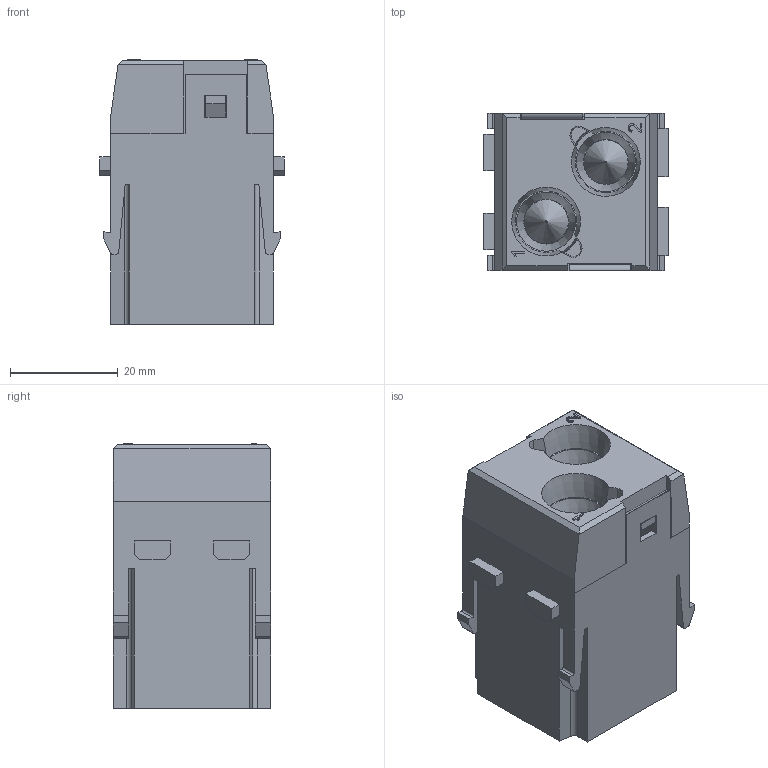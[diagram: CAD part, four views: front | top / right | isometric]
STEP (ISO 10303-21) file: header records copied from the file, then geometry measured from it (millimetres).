
FILE_DESCRIPTION (( 'STEP AP203' ), '1' );
FILE_NAME ('FH2MK001-M0024GYE0 H2MK-002.1-M.step', '2026-02-09T01:48:56', ( '' ), ( '' ), 'SwSTEP 2.0', 'SolidWorks 2021', '' );
FILE_SCHEMA (( 'CONFIG_CONTROL_DESIGN' ));
Products named in the file (1): FH2MK001-M0024GYE0  H2MK-002.1-M
Bounding box: 34.3 x 29.3 x 49.23 mm (x, y, z)
Volume: 22957.6 mm3; surface area: 28582.7 mm2
Topology: 1 solids, 1 shells, 548 faces, 1524 edges, 997 vertices
Faces by surface type: plane 352, cylinder 100, cone 56, bspline 20, torus 18, sphere 2
Full cylindrical faces by diameter (mm): 2.3 x3, 4 x2, 4.8 x2, 6.05 x2, 6.65 x2, 7.2 x6, 7.55 x2, 8 x2, 8.2 x2, 8.25 x4, 8.4 x2, 12 x2, 12.1 x2, 13 x2, 13.3 x2
Entity records: 39009 total; most frequent: CARTESIAN_POINT 25645, ORIENTED_EDGE 2774, DIRECTION 2606, EDGE_CURVE 1387, VERTEX_POINT 940, VECTOR 900, LINE 900, AXIS2_PLACEMENT_3D 853
